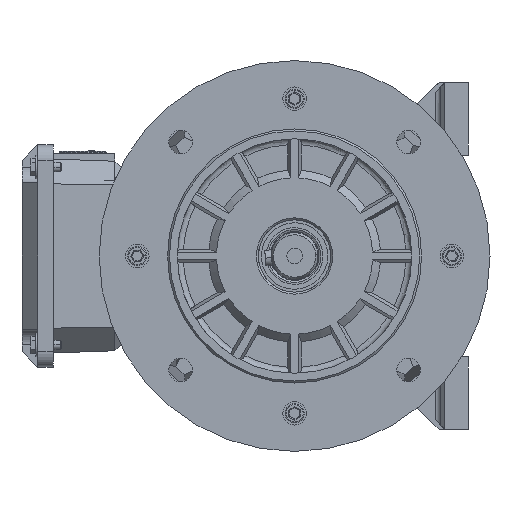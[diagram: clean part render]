
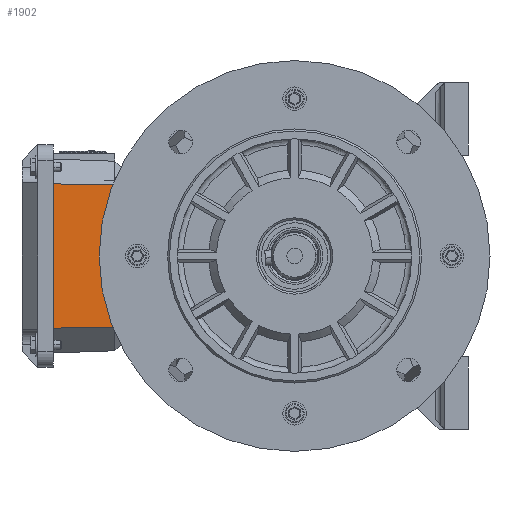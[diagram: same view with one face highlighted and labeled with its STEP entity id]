
A CAD part, left-side view. The second image highlights one B-rep face of the part: STEP entity #1902.
In plain terms, the highlighted face is planar.
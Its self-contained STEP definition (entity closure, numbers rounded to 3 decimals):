
#1890 = VERTEX_POINT ( 'NONE', #26082 ) ;
#1899 = VERTEX_POINT ( 'NONE', #26077 ) ;
#1901 = EDGE_CURVE ( 'NONE', #1890, #1899, #26076, .T. ) ;
#1902 = ADVANCED_FACE ( 'NONE', ( #26072 ), #26071, .T. ) ;
#1905 = EDGE_LOOP ( 'NONE', ( #1908, #2004, #2006, #2012 ) ) ;
#1908 = ORIENTED_EDGE ( 'NONE', *, *, #1910, .F. ) ;
#1910 = EDGE_CURVE ( 'NONE', #1890, #1912, #26066, .T. ) ;
#1912 = VERTEX_POINT ( 'NONE', #26161 ) ;
#2004 = ORIENTED_EDGE ( 'NONE', *, *, #1901, .T. ) ;
#2006 = ORIENTED_EDGE ( 'NONE', *, *, #2009, .T. ) ;
#2009 = EDGE_CURVE ( 'NONE', #1899, #2011, #26312, .T. ) ;
#2011 = VERTEX_POINT ( 'NONE', #26306 ) ;
#2012 = ORIENTED_EDGE ( 'NONE', *, *, #2013, .F. ) ;
#2013 = EDGE_CURVE ( 'NONE', #1912, #2011, #26301, .T. ) ;
#26054 = DIRECTION ( 'NONE',  ( 0., -1., 0. ) ) ;
#26055 = VECTOR ( 'NONE', #26054, 1000. ) ;
#26057 = CARTESIAN_POINT ( 'NONE',  ( -49.6, 36.45, 35. ) ) ;
#26061 = DIRECTION ( 'NONE',  ( -0.035, 0., 0.999 ) ) ;
#26063 = DIRECTION ( 'NONE',  ( -0.999, 0., -0.035 ) ) ;
#26065 = AXIS2_PLACEMENT_3D ( 'NONE', #26070, #26063, #26061 ) ;
#26066 = LINE ( 'NONE', #26057, #26055 ) ;
#26070 = CARTESIAN_POINT ( 'NONE',  ( -48.5, 36.45, 3.5 ) ) ;
#26071 = PLANE ( 'NONE',  #26065 ) ;
#26072 = FACE_OUTER_BOUND ( 'NONE', #1905, .T. ) ;
#26073 = DIRECTION ( 'NONE',  ( 0.035, -0.014, -0.999 ) ) ;
#26074 = VECTOR ( 'NONE', #26073, 1000. ) ;
#26075 = CARTESIAN_POINT ( 'NONE',  ( -48.5, 36.45, 3.5 ) ) ;
#26076 = LINE ( 'NONE', #26075, #26074 ) ;
#26077 = CARTESIAN_POINT ( 'NONE',  ( -48.5, 36.45, 3.5 ) ) ;
#26082 = CARTESIAN_POINT ( 'NONE',  ( -49.6, 36.905, 35. ) ) ;
#26161 = CARTESIAN_POINT ( 'NONE',  ( -49.6, -36.905, 35. ) ) ;
#26297 = DIRECTION ( 'NONE',  ( 0.035, 0.014, -0.999 ) ) ;
#26298 = VECTOR ( 'NONE', #26297, 1000. ) ;
#26299 = CARTESIAN_POINT ( 'NONE',  ( -48.5, -36.45, 3.5 ) ) ;
#26301 = LINE ( 'NONE', #26299, #26298 ) ;
#26306 = CARTESIAN_POINT ( 'NONE',  ( -48.5, -36.45, 3.5 ) ) ;
#26308 = DIRECTION ( 'NONE',  ( 0., -1., 0. ) ) ;
#26309 = VECTOR ( 'NONE', #26308, 1000. ) ;
#26310 = CARTESIAN_POINT ( 'NONE',  ( -48.5, 45., 3.5 ) ) ;
#26312 = LINE ( 'NONE', #26310, #26309 ) ;
